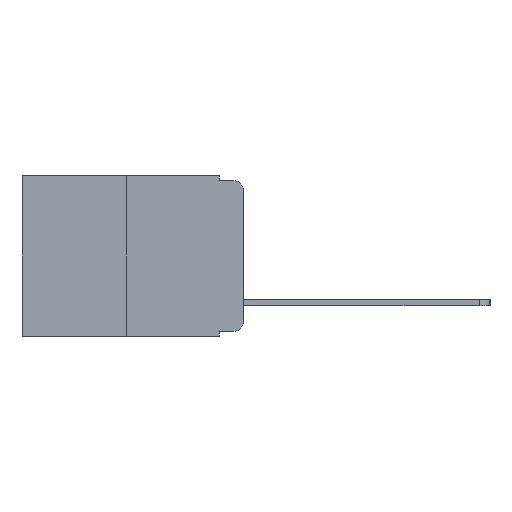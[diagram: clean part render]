
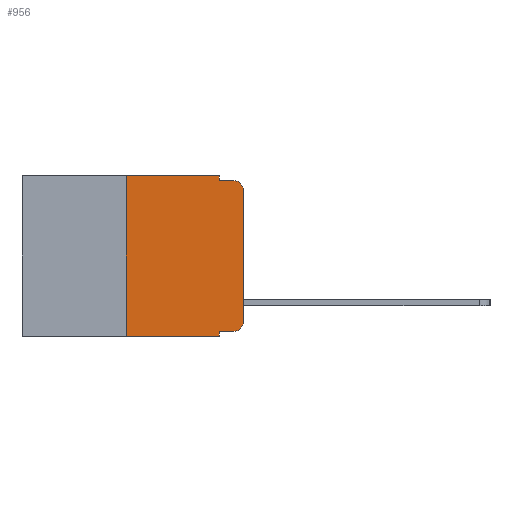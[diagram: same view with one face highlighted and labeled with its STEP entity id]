
A CAD part, left-side view. The second image highlights one B-rep face of the part: STEP entity #956.
In plain terms, the highlighted planar face has unit normal (-1, 0, 0).
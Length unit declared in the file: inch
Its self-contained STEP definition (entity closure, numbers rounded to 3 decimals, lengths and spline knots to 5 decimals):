
#52 = CARTESIAN_POINT ( 'NONE',  ( 0., 0.25, 0. ) ) ;
#101 = VERTEX_POINT ( 'NONE', #6548 ) ;
#200 = ORIENTED_EDGE ( 'NONE', *, *, #4795, .T. ) ;
#216 = ORIENTED_EDGE ( 'NONE', *, *, #11770, .F. ) ;
#241 = LINE ( 'NONE', #3257, #7808 ) ;
#268 = VECTOR ( 'NONE', #6495, 39.37008 ) ;
#595 = DIRECTION ( 'NONE',  ( 0., 0., 1. ) ) ;
#609 = VERTEX_POINT ( 'NONE', #4767 ) ;
#944 = VECTOR ( 'NONE', #6400, 39.37008 ) ;
#956 = ADVANCED_FACE ( 'NONE', ( #4788 ), #7095, .F. ) ;
#1184 = CARTESIAN_POINT ( 'NONE',  ( 0., 0.051, 0. ) ) ;
#1340 = VERTEX_POINT ( 'NONE', #6647 ) ;
#1390 = AXIS2_PLACEMENT_3D ( 'NONE', #7659, #1736, #8656 ) ;
#1551 = CARTESIAN_POINT ( 'NONE',  ( 0., 0.02, -0.01 ) ) ;
#1689 = ORIENTED_EDGE ( 'NONE', *, *, #10617, .F. ) ;
#1736 = DIRECTION ( 'NONE',  ( -1., 0., 0. ) ) ;
#1943 = ORIENTED_EDGE ( 'NONE', *, *, #3291, .T. ) ;
#2410 = LINE ( 'NONE', #6903, #7358 ) ;
#2586 = ORIENTED_EDGE ( 'NONE', *, *, #8743, .F. ) ;
#2671 = AXIS2_PLACEMENT_3D ( 'NONE', #11568, #5837, #12485 ) ;
#2748 = VERTEX_POINT ( 'NONE', #3397 ) ;
#2814 = ORIENTED_EDGE ( 'NONE', *, *, #6113, .T. ) ;
#3257 = CARTESIAN_POINT ( 'NONE',  ( 0., 0.473, -0.343 ) ) ;
#3291 = EDGE_CURVE ( 'NONE', #609, #10001, #241, .T. ) ;
#3345 = CARTESIAN_POINT ( 'NONE',  ( 0., 0., -0.03 ) ) ;
#3397 = CARTESIAN_POINT ( 'NONE',  ( 0., 0., -0.313 ) ) ;
#3479 = VECTOR ( 'NONE', #5134, 39.37008 ) ;
#4121 = CARTESIAN_POINT ( 'NONE',  ( 0., 0.051, -0.01 ) ) ;
#4219 = VERTEX_POINT ( 'NONE', #52 ) ;
#4245 = DIRECTION ( 'NONE',  ( 0., -1., 0. ) ) ;
#4340 = DIRECTION ( 'NONE',  ( 0., 0., 1. ) ) ;
#4571 = ORIENTED_EDGE ( 'NONE', *, *, #12465, .T. ) ;
#4741 = ORIENTED_EDGE ( 'NONE', *, *, #11227, .T. ) ;
#4767 = CARTESIAN_POINT ( 'NONE',  ( 0., 0.25, -0.343 ) ) ;
#4788 = FACE_OUTER_BOUND ( 'NONE', #10610, .T. ) ;
#4795 = EDGE_CURVE ( 'NONE', #11670, #10603, #9163, .T. ) ;
#4804 = DIRECTION ( 'NONE',  ( 0., -1., 0. ) ) ;
#4825 = LINE ( 'NONE', #5314, #9704 ) ;
#4935 = VERTEX_POINT ( 'NONE', #9909 ) ;
#5134 = DIRECTION ( 'NONE',  ( 0., -1., 0. ) ) ;
#5233 = LINE ( 'NONE', #11241, #268 ) ;
#5314 = CARTESIAN_POINT ( 'NONE',  ( 0., 0., 0. ) ) ;
#5796 = CARTESIAN_POINT ( 'NONE',  ( 0., 0.051, -0.333 ) ) ;
#5837 = DIRECTION ( 'NONE',  ( -1., 0., 0. ) ) ;
#5960 = ORIENTED_EDGE ( 'NONE', *, *, #8083, .F. ) ;
#6022 = DIRECTION ( 'NONE',  ( 0., 0., -1. ) ) ;
#6113 = EDGE_CURVE ( 'NONE', #2748, #11670, #4825, .T. ) ;
#6250 = LINE ( 'NONE', #12094, #944 ) ;
#6300 = ORIENTED_EDGE ( 'NONE', *, *, #7424, .F. ) ;
#6400 = DIRECTION ( 'NONE',  ( 0., 0., -1. ) ) ;
#6495 = DIRECTION ( 'NONE',  ( 0., -1., 0. ) ) ;
#6544 = CARTESIAN_POINT ( 'NONE',  ( 0., 0.051, -0.343 ) ) ;
#6548 = CARTESIAN_POINT ( 'NONE',  ( 0., 0.051, -0.333 ) ) ;
#6647 = CARTESIAN_POINT ( 'NONE',  ( 0., 0.02, -0.333 ) ) ;
#6903 = CARTESIAN_POINT ( 'NONE',  ( 0., 0.051, 0. ) ) ;
#7034 = DIRECTION ( 'NONE',  ( 1., 0., 0. ) ) ;
#7095 = PLANE ( 'NONE',  #11015 ) ;
#7358 = VECTOR ( 'NONE', #7880, 39.37008 ) ;
#7424 = EDGE_CURVE ( 'NONE', #10369, #4935, #2410, .T. ) ;
#7571 = LINE ( 'NONE', #12220, #12282 ) ;
#7659 = CARTESIAN_POINT ( 'NONE',  ( 0., 0.02, -0.313 ) ) ;
#7708 = CIRCLE ( 'NONE', #1390, 0.02 ) ;
#7808 = VECTOR ( 'NONE', #4245, 39.37008 ) ;
#7880 = DIRECTION ( 'NONE',  ( 0., 0., -1. ) ) ;
#8083 = EDGE_CURVE ( 'NONE', #4935, #10603, #8720, .T. ) ;
#8656 = DIRECTION ( 'NONE',  ( 0., 0., -1. ) ) ;
#8672 = CARTESIAN_POINT ( 'NONE',  ( 0., 0.473, 0. ) ) ;
#8720 = LINE ( 'NONE', #4121, #3479 ) ;
#8743 = EDGE_CURVE ( 'NONE', #101, #10001, #6250, .T. ) ;
#9163 = CIRCLE ( 'NONE', #2671, 0.02 ) ;
#9704 = VECTOR ( 'NONE', #4340, 39.37008 ) ;
#9909 = CARTESIAN_POINT ( 'NONE',  ( 0., 0.051, -0.01 ) ) ;
#10001 = VERTEX_POINT ( 'NONE', #6544 ) ;
#10094 = LINE ( 'NONE', #5796, #10381 ) ;
#10369 = VERTEX_POINT ( 'NONE', #1184 ) ;
#10381 = VECTOR ( 'NONE', #4804, 39.37008 ) ;
#10603 = VERTEX_POINT ( 'NONE', #1551 ) ;
#10610 = EDGE_LOOP ( 'NONE', ( #2814, #200, #5960, #6300, #216, #1689, #1943, #2586, #4571, #4741 ) ) ;
#10617 = EDGE_CURVE ( 'NONE', #609, #4219, #7571, .T. ) ;
#11015 = AXIS2_PLACEMENT_3D ( 'NONE', #8672, #7034, #6022 ) ;
#11227 = EDGE_CURVE ( 'NONE', #1340, #2748, #7708, .T. ) ;
#11241 = CARTESIAN_POINT ( 'NONE',  ( 0., 0.473, 0. ) ) ;
#11568 = CARTESIAN_POINT ( 'NONE',  ( 0., 0.02, -0.03 ) ) ;
#11670 = VERTEX_POINT ( 'NONE', #3345 ) ;
#11770 = EDGE_CURVE ( 'NONE', #4219, #10369, #5233, .T. ) ;
#12094 = CARTESIAN_POINT ( 'NONE',  ( 0., 0.051, 0. ) ) ;
#12220 = CARTESIAN_POINT ( 'NONE',  ( 0., 0.25, 0. ) ) ;
#12282 = VECTOR ( 'NONE', #595, 39.37008 ) ;
#12465 = EDGE_CURVE ( 'NONE', #101, #1340, #10094, .T. ) ;
#12485 = DIRECTION ( 'NONE',  ( 0., 0., -1. ) ) ;
